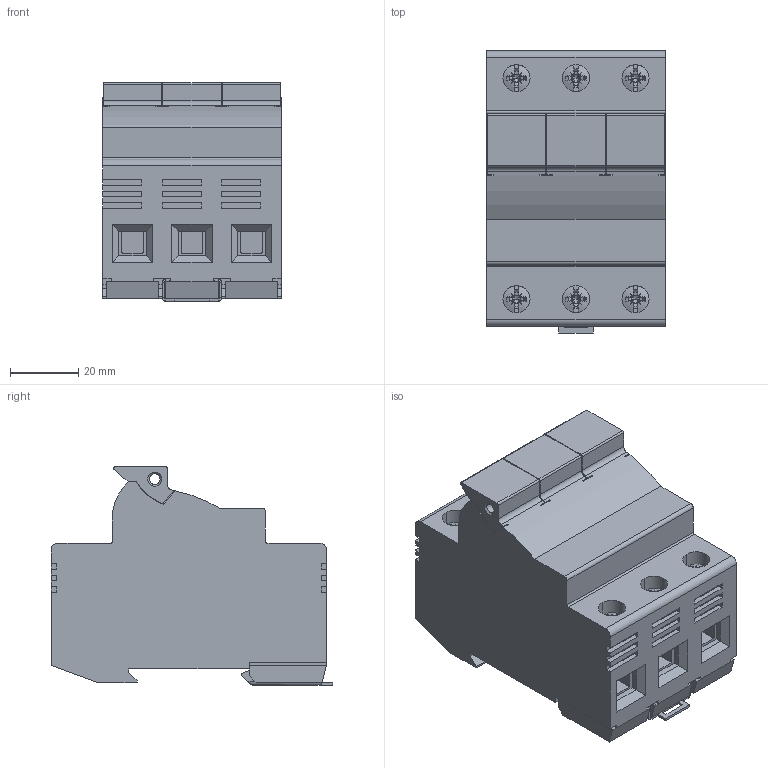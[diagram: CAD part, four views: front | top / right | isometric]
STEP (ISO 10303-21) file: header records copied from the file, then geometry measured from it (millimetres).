
FILE_DESCRIPTION((''),'2;1');
FILE_NAME('EFD10_3P_LOGO','2019-05-07T',('Marketing.praksa'),('Audax d.o.o.'),'CREO PARAMETRIC BY PTC INC, 2017480','CREO PARAMETRIC BY PTC INC, 2017480','');
FILE_SCHEMA(('CONFIG_CONTROL_DESIGN'));
Length unit declared in the file: millimetre
Products named in the file (1): EFD10_3P_LOGO
Bounding box: 52.5 x 82.89 x 64.35 mm (x, y, z)
Volume: 193794.3 mm3; surface area: 30668.9 mm2
Topology: 1 solids, 1 shells, 680 faces, 1922 edges, 1247 vertices
Faces by surface type: plane 512, cylinder 90, cone 48, bspline 12, sphere 12, torus 6
Entity records: 22666 total; most frequent: CARTESIAN_POINT 5330, ORIENTED_EDGE 3820, DIRECTION 3338, EDGE_CURVE 1910, VERTEX_POINT 1247, VECTOR 1232, LINE 1232, AXIS2_PLACEMENT_3D 1053
